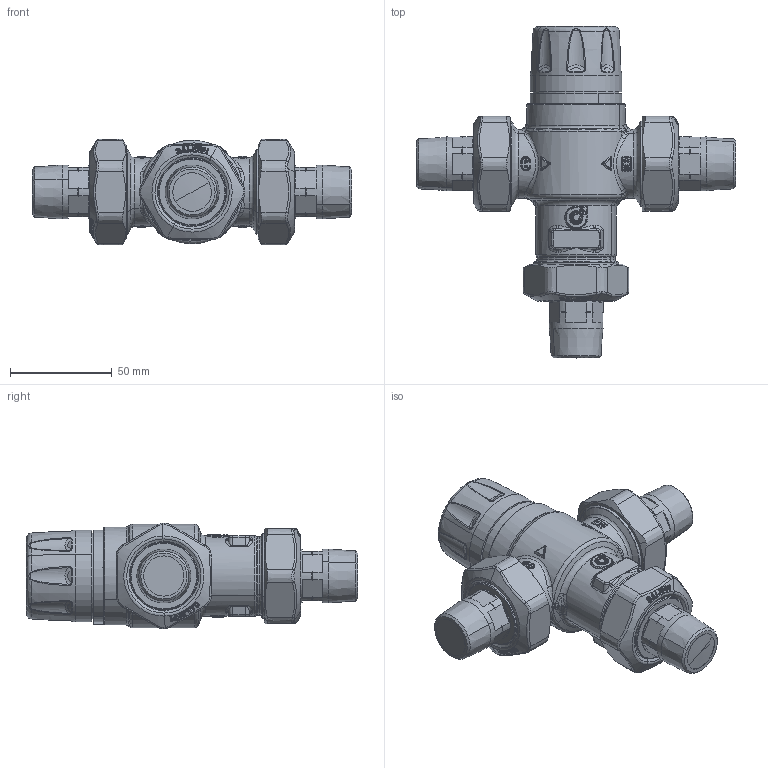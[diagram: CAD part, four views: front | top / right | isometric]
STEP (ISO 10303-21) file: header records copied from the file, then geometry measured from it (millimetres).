
FILE_DESCRIPTION(('CATIA V5 STEP Exchange','CAx-IF Rec.Pracs.--- Model Styling and Organization---1.4--- 2014-01-23','CAx-IF Rec.Pracs.---3D Tessellated Data Validation Properties---0.5---2014-09-14'),'2;1');
FILE_NAME('STEP_523150_-_TST.stp','2020-10-12T15:19:11+00:00',('none'),('none'),'CATIA Version 5-6 Release 2019 SP3','CATIA V5 STEP AP242 v1','none');
FILE_SCHEMA(('AP242_MANAGED_MODEL_BASED_3D_ENGINEERING_MIM_LF {1 0 10303 442 1 1 4}'));
Length unit declared in the file: millimetre
Products named in the file (1): 523150
Bounding box: 157.11 x 163.4 x 52.06 mm (x, y, z)
Volume: 348593.4 mm3; surface area: 44333.7 mm2
Topology: 1 solids, 4 shells, 2518 faces, 5875 edges, 3164 vertices
Faces by surface type: bspline 1612, cylinder 278, sphere 209, cone 172, plane 169, torus 74, revolution 4
Entity records: 147011 total; most frequent: CARTESIAN_POINT 106291, ORIENTED_EDGE 11240, EDGE_CURVE 5620, B_SPLINE_CURVE_WITH_KNOTS 4206, VERTEX_POINT 3164, DIRECTION 2820, EDGE_LOOP 2576, ADVANCED_FACE 2518
